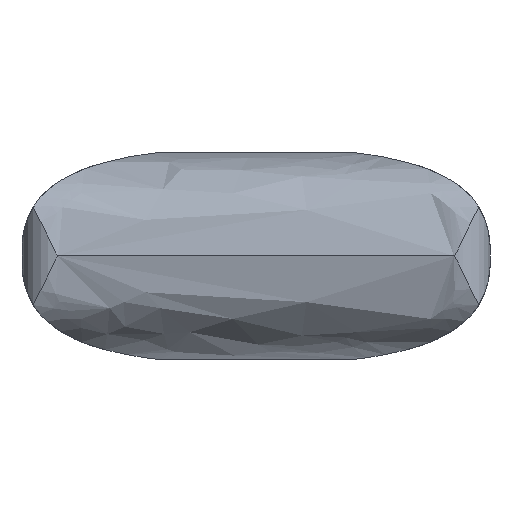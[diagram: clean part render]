
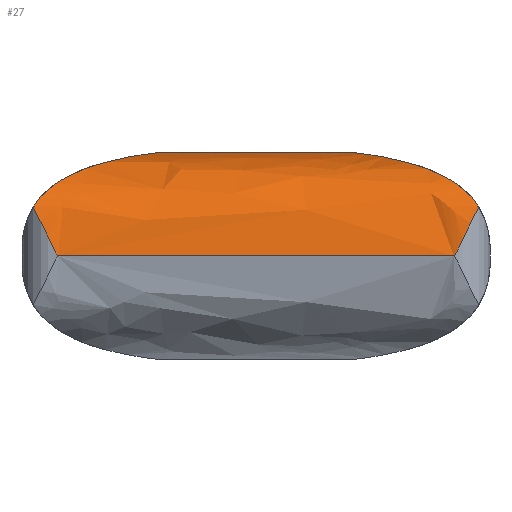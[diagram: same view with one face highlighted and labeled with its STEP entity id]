
A CAD part, left-side view. The second image highlights one B-rep face of the part: STEP entity #27.
In plain terms, the highlighted free-form (B-spline) face has degree [3, 1] with [4, 2] control points.
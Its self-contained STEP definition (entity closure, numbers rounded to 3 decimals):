
#21 = CARTESIAN_POINT ( 'NONE',  ( -5.248, 2.793, 1.568 ) ) ;
#27 = ADVANCED_FACE ( 'NONE', ( #456 ), #1039, .F. ) ;
#38 = CARTESIAN_POINT ( 'NONE',  ( -5.237, 2.869, 1.73 ) ) ;
#56 = VERTEX_POINT ( 'NONE', #180 ) ;
#66 = CARTESIAN_POINT ( 'NONE',  ( -3.149, 0., 2.939 ) ) ;
#85 = CARTESIAN_POINT ( 'NONE',  ( -3.575, -1.539, 2.915 ) ) ;
#129 = CARTESIAN_POINT ( 'NONE',  ( -5.113, 3.094, 2.18 ) ) ;
#137 = EDGE_CURVE ( 'NONE', #716, #1351, #204, .T. ) ;
#140 = CARTESIAN_POINT ( 'NONE',  ( -5.013, 2.964, 2.354 ) ) ;
#142 = CARTESIAN_POINT ( 'NONE',  ( -5.25, 2.763, 1.51 ) ) ;
#144 = EDGE_CURVE ( 'NONE', #877, #56, #1195, .T. ) ;
#149 = CARTESIAN_POINT ( 'NONE',  ( -5.246, 2.814, 1.612 ) ) ;
#153 = CARTESIAN_POINT ( 'NONE',  ( -5.25, 2.771, 1.524 ) ) ;
#171 = ORIENTED_EDGE ( 'NONE', *, *, #228, .F. ) ;
#172 = CARTESIAN_POINT ( 'NONE',  ( -5.249, -2.775, 1.531 ) ) ;
#180 = CARTESIAN_POINT ( 'NONE',  ( -3.149, -1.331, 2.939 ) ) ;
#189 = CARTESIAN_POINT ( 'NONE',  ( -4.825, -2.727, 2.543 ) ) ;
#195 = CARTESIAN_POINT ( 'NONE',  ( -4.133, -1.975, 2.837 ) ) ;
#204 = LINE ( 'NONE', #829, #687 ) ;
#206 = VERTEX_POINT ( 'NONE', #943 ) ;
#211 = ORIENTED_EDGE ( 'NONE', *, *, #137, .T. ) ;
#213 = CARTESIAN_POINT ( 'NONE',  ( -5.113, -3.094, 2.18 ) ) ;
#228 = EDGE_CURVE ( 'NONE', #634, #206, #1367, .T. ) ;
#231 = CARTESIAN_POINT ( 'NONE',  ( -4.133, 1.975, 2.837 ) ) ;
#248 = CARTESIAN_POINT ( 'NONE',  ( -5.249, 2.786, 1.553 ) ) ;
#257 = CARTESIAN_POINT ( 'NONE',  ( -5.244, -2.827, 1.641 ) ) ;
#261 = CARTESIAN_POINT ( 'NONE',  ( -5.234, -3.131, 2.634 ) ) ;
#266 = LINE ( 'NONE', #66, #414 ) ;
#269 = CARTESIAN_POINT ( 'NONE',  ( -5.229, -2.896, 1.788 ) ) ;
#279 = CARTESIAN_POINT ( 'NONE',  ( -3.149, -3.131, 2.939 ) ) ;
#283 = CARTESIAN_POINT ( 'NONE',  ( -5.249, -2.786, 1.553 ) ) ;
#300 = CARTESIAN_POINT ( 'NONE',  ( -4.463, -2.304, 2.744 ) ) ;
#331 = CARTESIAN_POINT ( 'NONE',  ( -4.892, 2.81, 2.488 ) ) ;
#357 = CARTESIAN_POINT ( 'NONE',  ( -5.25, -2.75, 1.5 ) ) ;
#359 = CARTESIAN_POINT ( 'NONE',  ( -5.197, 2.981, 1.961 ) ) ;
#368 = EDGE_LOOP ( 'NONE', ( #604, #800, #171, #1298, #211, #1054 ) ) ;
#385 = CARTESIAN_POINT ( 'NONE',  ( -5.25, -2.771, 1.523 ) ) ;
#414 = VECTOR ( 'NONE', #929, 1000. ) ;
#427 = CARTESIAN_POINT ( 'NONE',  ( -4.615, 2.476, 2.683 ) ) ;
#432 = CARTESIAN_POINT ( 'NONE',  ( -3.958, 1.818, 2.868 ) ) ;
#456 = FACE_OUTER_BOUND ( 'NONE', #368, .T. ) ;
#510 = B_SPLINE_CURVE_WITH_KNOTS ( 'NONE', 3,
 ( #772, #1103, #142, #153, #992, #248, #21, #149, #1341, #38, #1347, #359, #981, #869 ),
 .UNSPECIFIED., .F., .F.,
 ( 4, 2, 2, 2, 2, 2, 4 ),
 ( 0., 0., 0., 0., 0., 0., 0.001 ),
 .UNSPECIFIED. ) ;
#546 = CARTESIAN_POINT ( 'NONE',  ( -4.463, 2.304, 2.744 ) ) ;
#581 = CARTESIAN_POINT ( 'NONE',  ( -5.25, -3.131, 1.5 ) ) ;
#602 = CARTESIAN_POINT ( 'NONE',  ( -4.509, -3.131, 2.879 ) ) ;
#604 = ORIENTED_EDGE ( 'NONE', *, *, #144, .T. ) ;
#616 = CARTESIAN_POINT ( 'NONE',  ( -3.37, -1.42, 2.929 ) ) ;
#634 = VERTEX_POINT ( 'NONE', #779 ) ;
#637 = CARTESIAN_POINT ( 'NONE',  ( -4.892, -2.81, 2.488 ) ) ;
#687 = VECTOR ( 'NONE', #1280, 1000. ) ;
#695 = CARTESIAN_POINT ( 'NONE',  ( -4.509, 3.131, 2.879 ) ) ;
#710 = CARTESIAN_POINT ( 'NONE',  ( -5.25, -2.763, 1.51 ) ) ;
#716 = VERTEX_POINT ( 'NONE', #805 ) ;
#726 = CARTESIAN_POINT ( 'NONE',  ( -3.958, -1.818, 2.868 ) ) ;
#737 = CARTESIAN_POINT ( 'NONE',  ( -5.013, -2.964, 2.354 ) ) ;
#772 = CARTESIAN_POINT ( 'NONE',  ( -5.25, 2.75, 1.5 ) ) ;
#779 = CARTESIAN_POINT ( 'NONE',  ( -5.113, 3.094, 2.18 ) ) ;
#800 = ORIENTED_EDGE ( 'NONE', *, *, #1127, .T. ) ;
#805 = CARTESIAN_POINT ( 'NONE',  ( -5.25, 2.75, 1.5 ) ) ;
#829 = CARTESIAN_POINT ( 'NONE',  ( -5.25, 3.25, 1.5 ) ) ;
#869 = CARTESIAN_POINT ( 'NONE',  ( -5.113, 3.094, 2.18 ) ) ;
#877 = VERTEX_POINT ( 'NONE', #1072 ) ;
#915 = CARTESIAN_POINT ( 'NONE',  ( -3.149, 3.131, 2.939 ) ) ;
#921 = CARTESIAN_POINT ( 'NONE',  ( -5.248, -2.793, 1.567 ) ) ;
#929 = DIRECTION ( 'NONE',  ( 0., 1., 0. ) ) ;
#930 = CARTESIAN_POINT ( 'NONE',  ( -5.068, -3.036, 2.274 ) ) ;
#943 = CARTESIAN_POINT ( 'NONE',  ( -3.149, 1.331, 2.939 ) ) ;
#974 = CARTESIAN_POINT ( 'NONE',  ( -3.37, 1.42, 2.929 ) ) ;
#981 = CARTESIAN_POINT ( 'NONE',  ( -5.165, 3.039, 2.073 ) ) ;
#985 = CARTESIAN_POINT ( 'NONE',  ( -4.825, 2.727, 2.543 ) ) ;
#992 = CARTESIAN_POINT ( 'NONE',  ( -5.249, 2.775, 1.531 ) ) ;
#1010 = CARTESIAN_POINT ( 'NONE',  ( -5.25, -2.75, 1.5 ) ) ;
#1027 = CARTESIAN_POINT ( 'NONE',  ( -5.113, -3.094, 2.18 ) ) ;
#1039 = B_SPLINE_SURFACE_WITH_KNOTS ( 'NONE', 3, 1, ( 
 ( #1370, #581 ),
 ( #1230, #261 ),
 ( #695, #602 ),
 ( #915, #279 ) ),
 .UNSPECIFIED., .F., .F., .F.,
 ( 4, 4 ),
 ( 2, 2 ),
 ( 0., 0.623 ),
 ( 0., 1. ),
 .UNSPECIFIED. ) ;
#1054 = ORIENTED_EDGE ( 'NONE', *, *, #1326, .F. ) ;
#1063 = CARTESIAN_POINT ( 'NONE',  ( -4.615, -2.476, 2.683 ) ) ;
#1067 = EDGE_CURVE ( 'NONE', #716, #634, #510, .T. ) ;
#1070 = CARTESIAN_POINT ( 'NONE',  ( -5.068, 3.036, 2.274 ) ) ;
#1072 = CARTESIAN_POINT ( 'NONE',  ( -5.113, -3.094, 2.18 ) ) ;
#1076 = CARTESIAN_POINT ( 'NONE',  ( -3.575, 1.539, 2.915 ) ) ;
#1103 = CARTESIAN_POINT ( 'NONE',  ( -5.25, 2.758, 1.5 ) ) ;
#1127 = EDGE_CURVE ( 'NONE', #56, #206, #266, .T. ) ;
#1140 = CARTESIAN_POINT ( 'NONE',  ( -5.237, -2.869, 1.73 ) ) ;
#1170 = CARTESIAN_POINT ( 'NONE',  ( -3.149, -1.331, 2.939 ) ) ;
#1195 = B_SPLINE_CURVE_WITH_KNOTS ( 'NONE', 3,
 ( #213, #930, #737, #637, #189, #1063, #300, #195, #726, #85, #616, #1170 ),
 .UNSPECIFIED., .F., .F.,
 ( 4, 2, 2, 2, 2, 4 ),
 ( 0.001, 0.001, 0.001, 0.002, 0.003, 0.003 ),
 .UNSPECIFIED. ) ;
#1230 = CARTESIAN_POINT ( 'NONE',  ( -5.234, 3.131, 2.634 ) ) ;
#1234 = CARTESIAN_POINT ( 'NONE',  ( -5.164, -3.04, 2.074 ) ) ;
#1241 = CARTESIAN_POINT ( 'NONE',  ( -5.25, -2.758, 1.5 ) ) ;
#1250 = CARTESIAN_POINT ( 'NONE',  ( -5.198, -2.981, 1.961 ) ) ;
#1261 = CARTESIAN_POINT ( 'NONE',  ( -5.246, -2.814, 1.612 ) ) ;
#1280 = DIRECTION ( 'NONE',  ( 0., -1., 0. ) ) ;
#1298 = ORIENTED_EDGE ( 'NONE', *, *, #1067, .F. ) ;
#1302 = B_SPLINE_CURVE_WITH_KNOTS ( 'NONE', 3,
 ( #1027, #1234, #1250, #269, #1140, #257, #1261, #921, #283, #172, #385, #710, #1241, #1010 ),
 .UNSPECIFIED., .F., .F.,
 ( 4, 2, 2, 2, 2, 2, 4 ),
 ( 0., 0.001, 0.001, 0.001, 0.001, 0.001, 0.001 ),
 .UNSPECIFIED. ) ;
#1321 = CARTESIAN_POINT ( 'NONE',  ( -3.149, 1.331, 2.939 ) ) ;
#1326 = EDGE_CURVE ( 'NONE', #877, #1351, #1302, .T. ) ;
#1341 = CARTESIAN_POINT ( 'NONE',  ( -5.244, 2.827, 1.642 ) ) ;
#1347 = CARTESIAN_POINT ( 'NONE',  ( -5.229, 2.897, 1.789 ) ) ;
#1351 = VERTEX_POINT ( 'NONE', #357 ) ;
#1367 = B_SPLINE_CURVE_WITH_KNOTS ( 'NONE', 3,
 ( #129, #1070, #140, #331, #985, #427, #546, #231, #432, #1076, #974, #1321 ),
 .UNSPECIFIED., .F., .F.,
 ( 4, 2, 2, 2, 2, 4 ),
 ( 0.001, 0.001, 0.001, 0.002, 0.003, 0.003 ),
 .UNSPECIFIED. ) ;
#1370 = CARTESIAN_POINT ( 'NONE',  ( -5.25, 3.131, 1.5 ) ) ;
